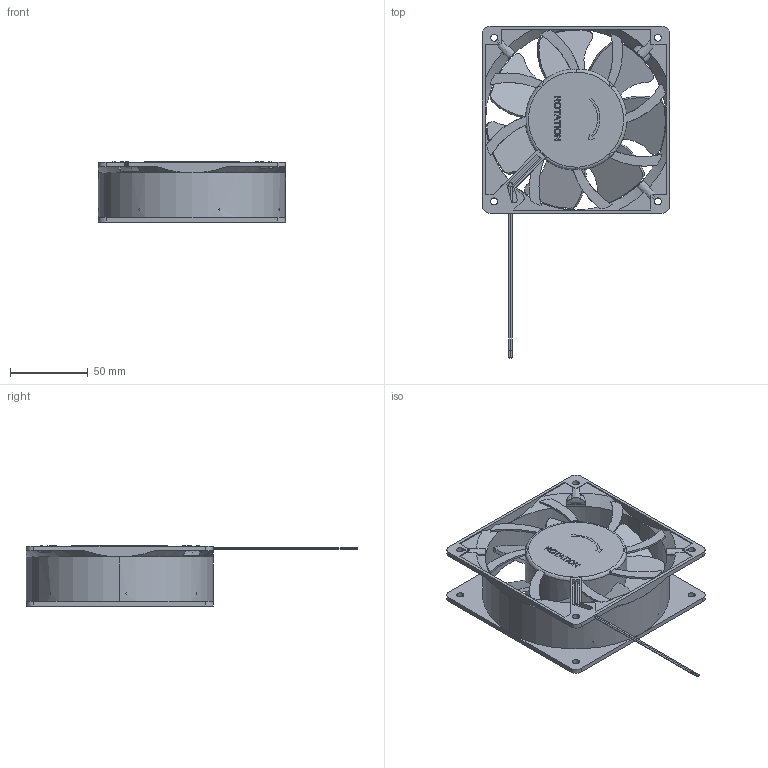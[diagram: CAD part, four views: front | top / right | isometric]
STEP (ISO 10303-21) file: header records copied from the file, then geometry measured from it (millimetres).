
FILE_DESCRIPTION (( 'STEP AP214' ), '1' );
FILE_NAME ('LCFAN100240VULEC_3D.step', '2025-02-26T20:04:20', ( '' ), ( '' ), 'SwSTEP 2.0', 'SolidWorks 2022', '' );
FILE_SCHEMA (( 'AUTOMOTIVE_DESIGN' ));
Length unit declared in the file: inch
Products named in the file (1): LCFAN100240VULEC_3D
Bounding box: 120 x 212.91 x 38.55 mm (x, y, z)
Volume: 188418.5 mm3; surface area: 74538.7 mm2
Topology: 1 solids, 1 shells, 432 faces, 1162 edges, 755 vertices
Faces by surface type: plane 223, cylinder 147, bspline 49, cone 9, torus 4
Entity records: 17716 total; most frequent: CARTESIAN_POINT 5574, ORIENTED_EDGE 2320, DIRECTION 2072, EDGE_CURVE 1160, VERTEX_POINT 755, AXIS2_PLACEMENT_3D 741, LINE 590, VECTOR 590
